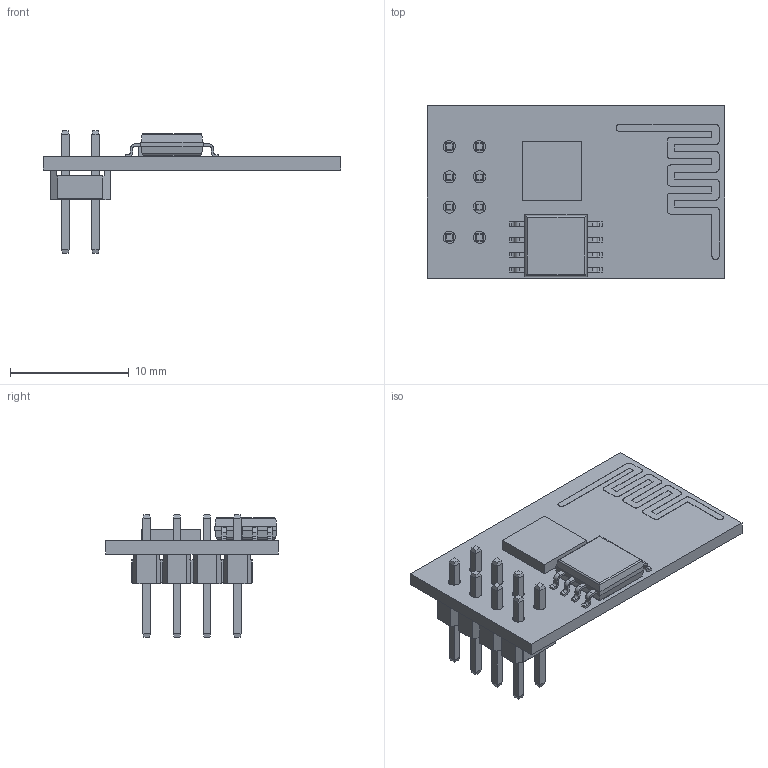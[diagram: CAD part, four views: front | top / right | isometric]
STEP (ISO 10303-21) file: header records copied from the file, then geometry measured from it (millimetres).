
FILE_DESCRIPTION(/* description */ (''),/* implementation_level */ '2;1');
FILE_NAME(/* name */ 'ESP8266-ESP01 color v1.step',/* time_stamp */ '2020-07-04T12:38:05-03:00',/* author */ (''),/* organization */ (''),/* preprocessor_version */ 'ST-DEVELOPER v18.1',/* originating_system */ 'Autodesk Translation Framework v9.3.0.1241',/* authorisation */ '');
FILE_SCHEMA (('AUTOMOTIVE_DESIGN { 1 0 10303 214 3 1 1 }'));
Length unit declared in the file: millimetre
Products named in the file (7): ESP8266-ESP01 color; Platine; PinSockel; PCB_Antenna; Pin_Stiftleiste; SerialFlashMem; ESP8266EX
Assembly tree (13 placements, depth 2):
  ESP8266-ESP01 color
    Platine
    PinSockel
    PCB_Antenna
    Pin_Stiftleiste  x8
    SerialFlashMem
    ESP8266EX
Bounding box: 25 x 14.5 x 10.3 mm (x, y, z)
Volume: 593.2 mm3; surface area: 1510.6 mm2
Topology: 17 solids, 17 shells, 384 faces, 954 edges, 604 vertices
Faces by surface type: plane 321, cylinder 63
Full cylindrical faces by diameter (mm): 1.02 x8
Entity records: 9097 total; most frequent: CARTESIAN_POINT 1556, ORIENTED_EDGE 1516, DIRECTION 1488, EDGE_CURVE 758, LINE 640, VECTOR 640, VERTEX_POINT 492, AXIS2_PLACEMENT_3D 424
